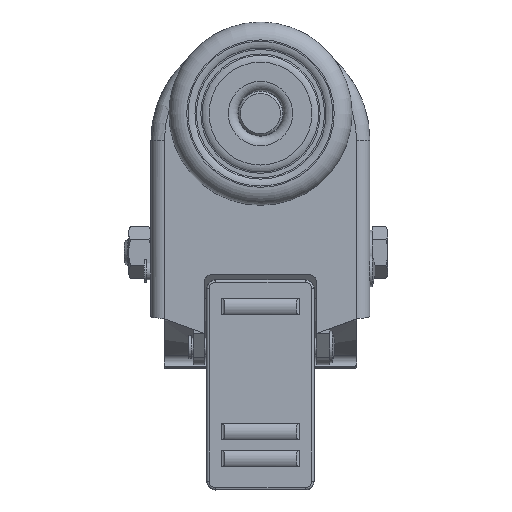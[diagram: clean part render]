
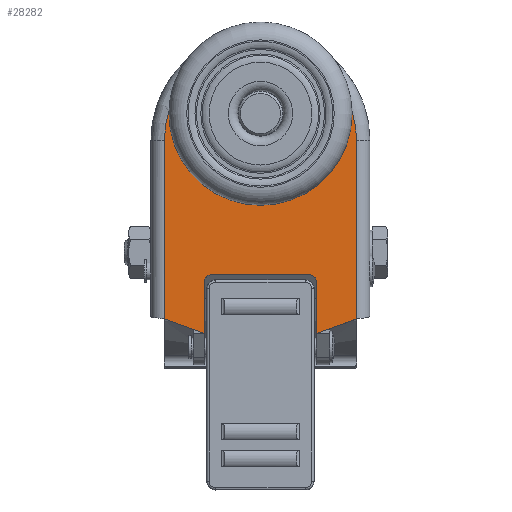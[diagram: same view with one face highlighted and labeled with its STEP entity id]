
A CAD part, top view. The second image highlights one B-rep face of the part: STEP entity #28282.
In plain terms, the highlighted face is planar.
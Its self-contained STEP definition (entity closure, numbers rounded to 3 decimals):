
#836=CIRCLE('',#30319,17.1);
#1001=CIRCLE('',#30658,21.5);
#1002=CIRCLE('',#30659,21.5);
#1004=CIRCLE('',#30665,1.499);
#1005=CIRCLE('',#30668,1.499);
#9918=ORIENTED_EDGE('',*,*,#14940,.T.);
#9919=ORIENTED_EDGE('',*,*,#14941,.T.);
#9920=ORIENTED_EDGE('',*,*,#14925,.T.);
#9921=ORIENTED_EDGE('',*,*,#14299,.T.);
#9922=ORIENTED_EDGE('',*,*,#14924,.T.);
#9923=ORIENTED_EDGE('',*,*,#14927,.T.);
#9924=ORIENTED_EDGE('',*,*,#14929,.T.);
#9925=ORIENTED_EDGE('',*,*,#14931,.T.);
#9926=ORIENTED_EDGE('',*,*,#14932,.T.);
#9927=ORIENTED_EDGE('',*,*,#14935,.T.);
#9928=ORIENTED_EDGE('',*,*,#14937,.T.);
#9929=ORIENTED_EDGE('',*,*,#14939,.T.);
#14299=EDGE_CURVE('',#17547,#17546,#836,.T.);
#14924=EDGE_CURVE('',#17546,#18024,#1001,.T.);
#14925=EDGE_CURVE('',#18025,#17547,#1002,.T.);
#14927=EDGE_CURVE('',#18024,#18014,#19973,.T.);
#14929=EDGE_CURVE('',#18014,#18026,#19975,.T.);
#14931=EDGE_CURVE('',#18026,#18027,#19977,.T.);
#14932=EDGE_CURVE('',#18027,#18028,#1004,.F.);
#14935=EDGE_CURVE('',#18028,#18029,#19980,.T.);
#14937=EDGE_CURVE('',#18029,#18030,#1005,.F.);
#14939=EDGE_CURVE('',#18030,#18031,#19983,.T.);
#14940=EDGE_CURVE('',#18031,#18023,#19984,.T.);
#14941=EDGE_CURVE('',#18023,#18025,#19985,.T.);
#17546=VERTEX_POINT('',#48280);
#17547=VERTEX_POINT('',#48282);
#18014=VERTEX_POINT('',#51868);
#18023=VERTEX_POINT('',#51953);
#18024=VERTEX_POINT('',#51957);
#18025=VERTEX_POINT('',#51960);
#18026=VERTEX_POINT('',#51966);
#18027=VERTEX_POINT('',#51970);
#18028=VERTEX_POINT('',#51974);
#18029=VERTEX_POINT('',#51978);
#18030=VERTEX_POINT('',#51982);
#18031=VERTEX_POINT('',#51986);
#19973=LINE('',#51963,#21988);
#19975=LINE('',#51967,#21990);
#19977=LINE('',#51971,#21992);
#19980=LINE('',#51979,#21995);
#19983=LINE('',#51987,#21998);
#19984=LINE('',#51989,#21999);
#19985=LINE('',#51991,#22000);
#21988=VECTOR('',#36354,1000.);
#21990=VECTOR('',#36358,1000.);
#21992=VECTOR('',#36362,1000.);
#21995=VECTOR('',#36371,1000.);
#21998=VECTOR('',#36380,1000.);
#21999=VECTOR('',#36383,1000.);
#22000=VECTOR('',#36386,1000.);
#23914=EDGE_LOOP('',(#9918,#9919,#9920,#9921,#9922,#9923,#9924,#9925,#9926,
#9927,#9928,#9929));
#25765=FACE_BOUND('',#23914,.T.);
#26795=PLANE('',#30672);
#28282=ADVANCED_FACE('',(#25765),#26795,.T.);
#30319=AXIS2_PLACEMENT_3D('',#48281,#35355,#35356);
#30658=AXIS2_PLACEMENT_3D('',#51958,#36346,#36347);
#30659=AXIS2_PLACEMENT_3D('',#51959,#36348,#36349);
#30665=AXIS2_PLACEMENT_3D('',#51973,#36365,#36366);
#30668=AXIS2_PLACEMENT_3D('',#51983,#36375,#36376);
#30672=AXIS2_PLACEMENT_3D('',#51992,#36387,#36388);
#35355=DIRECTION('',(0.,-1.,0.));
#35356=DIRECTION('',(0.,0.,1.));
#36346=DIRECTION('',(0.,1.,0.));
#36347=DIRECTION('',(0.,0.,1.));
#36348=DIRECTION('',(0.,1.,0.));
#36349=DIRECTION('',(0.,0.,1.));
#36354=DIRECTION('',(0.,0.,1.));
#36358=DIRECTION('',(0.94,0.,0.342));
#36362=DIRECTION('',(0.,0.,-1.));
#36365=DIRECTION('',(0.,1.,0.));
#36366=DIRECTION('',(0.,0.,1.));
#36371=DIRECTION('',(1.,0.,0.));
#36375=DIRECTION('',(0.,1.,0.));
#36376=DIRECTION('',(0.,0.,1.));
#36380=DIRECTION('',(0.,0.,1.));
#36383=DIRECTION('',(0.94,0.,-0.342));
#36386=DIRECTION('',(0.,0.,-1.));
#36387=DIRECTION('',(0.,1.,0.));
#36388=DIRECTION('',(1.,0.,0.));
#48280=CARTESIAN_POINT('',(-12.962,-10.4,-11.153));
#48281=CARTESIAN_POINT('',(0.,-10.4,0.));
#48282=CARTESIAN_POINT('',(12.962,-10.4,-11.153));
#51868=CARTESIAN_POINT('',(-21.5,-10.4,45.9));
#51953=CARTESIAN_POINT('',(21.5,-10.4,45.9));
#51957=CARTESIAN_POINT('',(-21.5,-10.4,6.));
#51958=CARTESIAN_POINT('',(0.,-10.4,6.));
#51959=CARTESIAN_POINT('',(0.,-10.4,6.));
#51960=CARTESIAN_POINT('',(21.5,-10.4,6.));
#51963=CARTESIAN_POINT('',(-21.5,-10.4,66.));
#51966=CARTESIAN_POINT('',(-12.5,-10.4,49.176));
#51967=CARTESIAN_POINT('',(-21.5,-10.4,45.9));
#51970=CARTESIAN_POINT('',(-12.499,-10.4,37.499));
#51971=CARTESIAN_POINT('',(-12.499,-10.4,66.));
#51973=CARTESIAN_POINT('',(-11.,-10.4,37.499));
#51974=CARTESIAN_POINT('',(-11.,-10.4,36.));
#51978=CARTESIAN_POINT('',(11.001,-10.4,36.));
#51979=CARTESIAN_POINT('',(22.5,-10.4,36.));
#51982=CARTESIAN_POINT('',(12.5,-10.4,37.499));
#51983=CARTESIAN_POINT('',(11.001,-10.4,37.499));
#51986=CARTESIAN_POINT('',(12.5,-10.4,49.176));
#51987=CARTESIAN_POINT('',(12.5,-10.4,66.));
#51989=CARTESIAN_POINT('',(12.5,-10.4,49.176));
#51991=CARTESIAN_POINT('',(21.5,-10.4,66.));
#51992=CARTESIAN_POINT('',(22.5,-10.4,66.));
